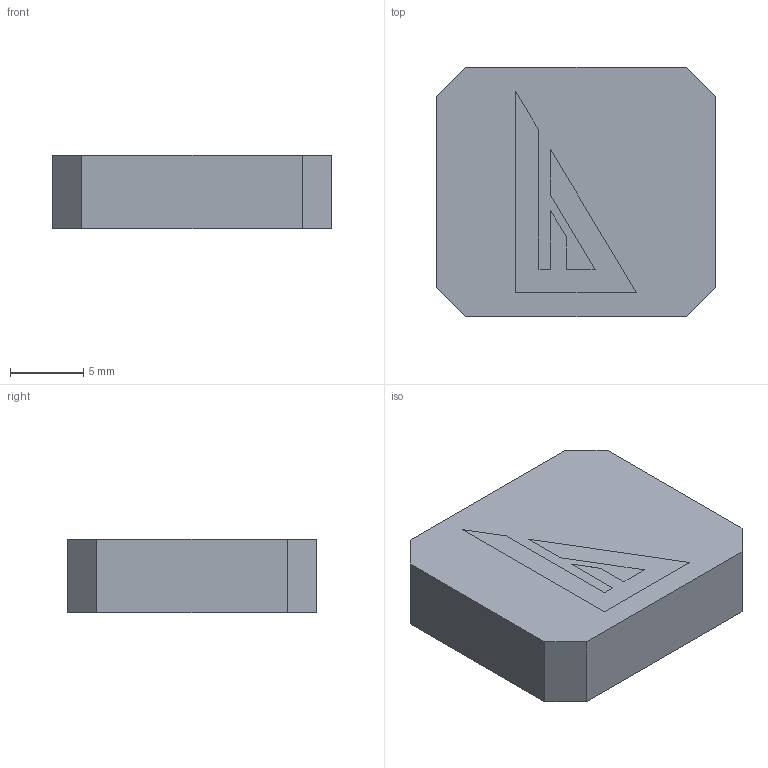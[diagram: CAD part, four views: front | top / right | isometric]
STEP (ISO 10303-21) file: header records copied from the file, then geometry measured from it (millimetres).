
FILE_DESCRIPTION (( 'STEP AP214' ), '1' );
FILE_NAME ('surcorps.corrigé.STEP', '2015-12-07T20:24:16', ( '' ), ( '' ), 'SwSTEP 2.0', 'SolidWorks 2015', '' );
FILE_SCHEMA (( 'AUTOMOTIVE_DESIGN' ));
Length unit declared in the file: millimetre
Products named in the file (1): surcorps.corrigé
Bounding box: 19 x 17 x 5 mm (x, y, z)
Volume: 1361.6 mm3; surface area: 1755 mm2
Topology: 1 solids, 1 shells, 407 faces, 956 edges, 488 vertices
Faces by surface type: cone 256, cylinder 128, plane 23
Entity records: 10595 total; most frequent: DIRECTION 2028, CARTESIAN_POINT 1724, ORIENTED_EDGE 1656, EDGE_CURVE 828, AXIS2_PLACEMENT_3D 792, VERTEX_POINT 488, EDGE_LOOP 472, VECTOR 444
